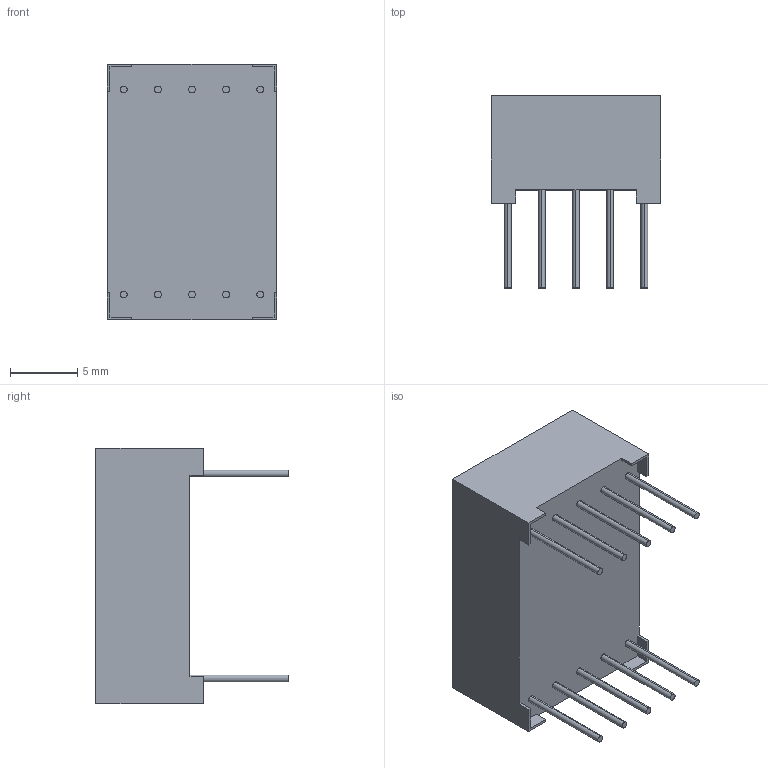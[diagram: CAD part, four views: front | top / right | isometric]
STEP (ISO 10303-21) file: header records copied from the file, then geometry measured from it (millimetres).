
FILE_DESCRIPTION (( 'STEP AP214' ), '1' );
FILE_NAME ('User Library-KEM-5611.STEP', '2020-09-02T19:29:55', ( '' ), ( '' ), 'SwSTEP 2.0', 'SolidWorks 2020', '' );
FILE_SCHEMA (( 'AUTOMOTIVE_DESIGN' ));
Length unit declared in the file: millimetre
Products named in the file (1): User Library-KEM-5611
Bounding box: 12.6 x 14.3 x 19 mm (x, y, z)
Volume: 1687.2 mm3; surface area: 1078.4 mm2
Topology: 1 solids, 1 shells, 108 faces, 264 edges, 176 vertices
Faces by surface type: plane 86, cylinder 22
Entity records: 3659 total; most frequent: CARTESIAN_POINT 549, ORIENTED_EDGE 528, DIRECTION 526, EDGE_CURVE 264, LINE 220, VECTOR 220, VERTEX_POINT 176, AXIS2_PLACEMENT_3D 153
